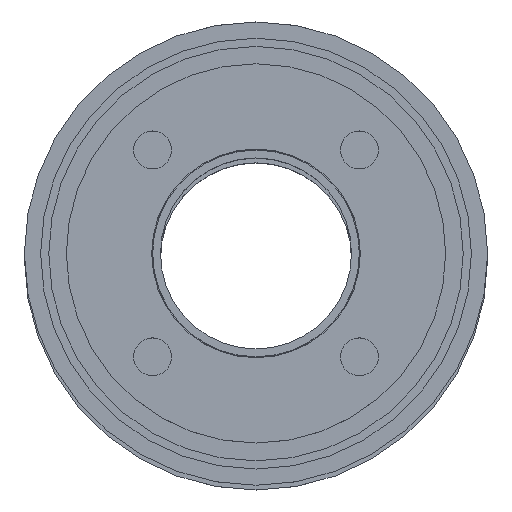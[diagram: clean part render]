
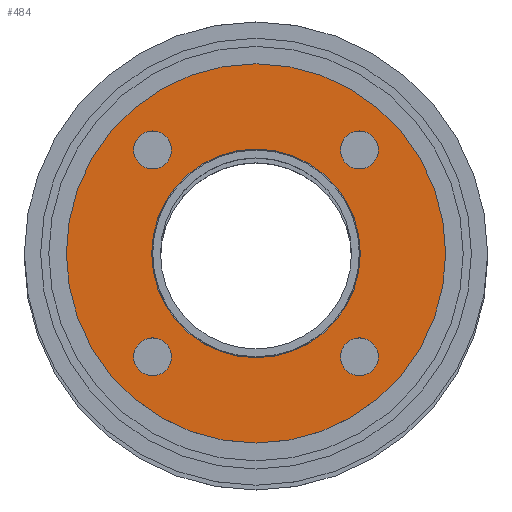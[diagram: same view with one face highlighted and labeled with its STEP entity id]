
A CAD part, top view. The second image highlights one B-rep face of the part: STEP entity #484.
In plain terms, the highlighted planar face has unit normal (0, 0, 1).
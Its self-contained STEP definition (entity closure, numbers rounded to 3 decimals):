
#36=PLANE('',#560);
#74=FACE_BOUND('',#185,.T.);
#75=FACE_BOUND('',#186,.T.);
#76=FACE_BOUND('',#187,.T.);
#77=FACE_BOUND('',#188,.T.);
#78=FACE_BOUND('',#189,.T.);
#118=FACE_OUTER_BOUND('',#184,.T.);
#184=EDGE_LOOP('',(#404));
#185=EDGE_LOOP('',(#405));
#186=EDGE_LOOP('',(#406));
#187=EDGE_LOOP('',(#407));
#188=EDGE_LOOP('',(#408));
#189=EDGE_LOOP('',(#409));
#240=CIRCLE('',#543,38.5);
#242=CIRCLE('',#546,7.);
#244=CIRCLE('',#549,7.);
#246=CIRCLE('',#552,7.);
#248=CIRCLE('',#555,7.);
#250=CIRCLE('',#558,70.);
#284=VERTEX_POINT('',#806);
#286=VERTEX_POINT('',#811);
#288=VERTEX_POINT('',#816);
#290=VERTEX_POINT('',#821);
#292=VERTEX_POINT('',#826);
#294=VERTEX_POINT('',#831);
#328=EDGE_CURVE('',#284,#284,#240,.T.);
#330=EDGE_CURVE('',#286,#286,#242,.T.);
#332=EDGE_CURVE('',#288,#288,#244,.T.);
#334=EDGE_CURVE('',#290,#290,#246,.T.);
#336=EDGE_CURVE('',#292,#292,#248,.T.);
#338=EDGE_CURVE('',#294,#294,#250,.T.);
#404=ORIENTED_EDGE('',*,*,#338,.F.);
#405=ORIENTED_EDGE('',*,*,#328,.T.);
#406=ORIENTED_EDGE('',*,*,#330,.T.);
#407=ORIENTED_EDGE('',*,*,#332,.T.);
#408=ORIENTED_EDGE('',*,*,#334,.T.);
#409=ORIENTED_EDGE('',*,*,#336,.T.);
#484=ADVANCED_FACE('',(#118,#74,#75,#76,#77,#78),#36,.F.);
#543=AXIS2_PLACEMENT_3D('',#807,#662,#663);
#546=AXIS2_PLACEMENT_3D('',#812,#668,#669);
#549=AXIS2_PLACEMENT_3D('',#817,#674,#675);
#552=AXIS2_PLACEMENT_3D('',#822,#680,#681);
#555=AXIS2_PLACEMENT_3D('',#827,#686,#687);
#558=AXIS2_PLACEMENT_3D('',#832,#692,#693);
#560=AXIS2_PLACEMENT_3D('',#835,#696,#697);
#662=DIRECTION('center_axis',(0.,0.,-1.));
#663=DIRECTION('ref_axis',(-1.,0.,0.));
#668=DIRECTION('center_axis',(0.,0.,-1.));
#669=DIRECTION('ref_axis',(-1.,0.,0.));
#674=DIRECTION('center_axis',(0.,0.,-1.));
#675=DIRECTION('ref_axis',(-1.,0.,0.));
#680=DIRECTION('center_axis',(0.,0.,-1.));
#681=DIRECTION('ref_axis',(-1.,0.,0.));
#686=DIRECTION('center_axis',(0.,0.,-1.));
#687=DIRECTION('ref_axis',(-1.,0.,0.));
#692=DIRECTION('center_axis',(0.,0.,-1.));
#693=DIRECTION('ref_axis',(-1.,0.,0.));
#696=DIRECTION('center_axis',(0.,0.,-1.));
#697=DIRECTION('ref_axis',(-1.,0.,0.));
#806=CARTESIAN_POINT('',(38.5,0.,1050.));
#807=CARTESIAN_POINT('Origin',(0.,0.,1050.));
#811=CARTESIAN_POINT('',(-31.184,38.184,1050.));
#812=CARTESIAN_POINT('Origin',(-38.184,38.184,1050.));
#816=CARTESIAN_POINT('',(-31.184,-38.184,1050.));
#817=CARTESIAN_POINT('Origin',(-38.184,-38.184,1050.));
#821=CARTESIAN_POINT('',(45.184,-38.184,1050.));
#822=CARTESIAN_POINT('Origin',(38.184,-38.184,1050.));
#826=CARTESIAN_POINT('',(45.184,38.184,1050.));
#827=CARTESIAN_POINT('Origin',(38.184,38.184,1050.));
#831=CARTESIAN_POINT('',(70.,0.,1050.));
#832=CARTESIAN_POINT('Origin',(0.,0.,1050.));
#835=CARTESIAN_POINT('Origin',(0.,0.,1050.));
